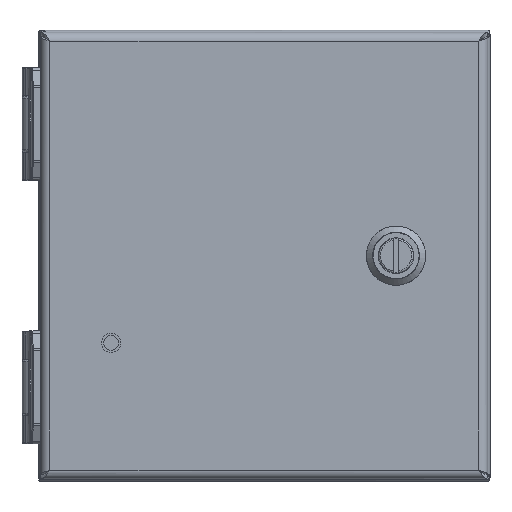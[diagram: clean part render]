
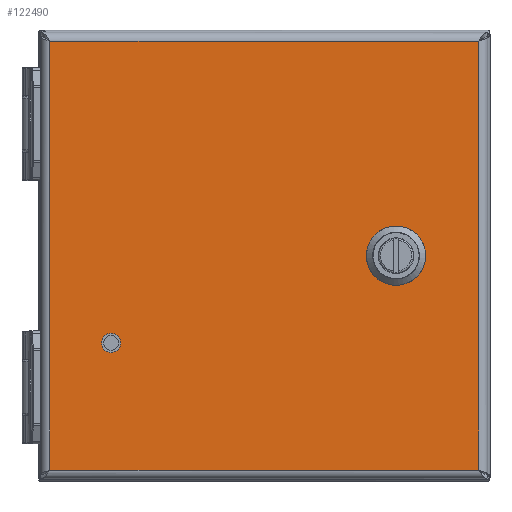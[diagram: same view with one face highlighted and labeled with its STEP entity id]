
A CAD part, top view. The second image highlights one B-rep face of the part: STEP entity #122490.
In plain terms, the highlighted planar face has unit normal (0, 0, 1).
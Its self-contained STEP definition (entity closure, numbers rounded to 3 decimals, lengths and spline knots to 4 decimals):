
#1615 = EDGE_LOOP ( 'NONE', ( #107745, #36864, #167676, #21447, #115269, #91419, #42098, #158382 ) ) ;
#2035 = VERTEX_POINT ( 'NONE', #16329 ) ;
#4777 = CARTESIAN_POINT ( 'NONE',  ( 1.8399, -0.3075, 4.1845 ) ) ;
#5435 = AXIS2_PLACEMENT_3D ( 'NONE', #175093, #48143, #49029 ) ;
#5446 = CARTESIAN_POINT ( 'NONE',  ( -0.0005, 2.85, 4.1845 ) ) ;
#6610 = VERTEX_POINT ( 'NONE', #173370 ) ;
#10118 = EDGE_CURVE ( 'NONE', #131475, #106841, #84918, .T. ) ;
#11390 = EDGE_CURVE ( 'NONE', #35969, #13687, #84979, .T. ) ;
#13687 = VERTEX_POINT ( 'NONE', #75567 ) ;
#13720 = LINE ( 'NONE', #127695, #17341 ) ;
#16329 = CARTESIAN_POINT ( 'NONE',  ( -2.8505, -2.85, 4.1845 ) ) ;
#16687 = CARTESIAN_POINT ( 'NONE',  ( -0.0005, 0., 4.1845 ) ) ;
#16742 = CARTESIAN_POINT ( 'NONE',  ( 1.8399, 0.3075, 4.1845 ) ) ;
#17341 = VECTOR ( 'NONE', #110142, 39.3701 ) ;
#18318 = CARTESIAN_POINT ( 'NONE',  ( 2.8495, -2.85, 4.1845 ) ) ;
#21447 = ORIENTED_EDGE ( 'NONE', *, *, #29625, .T. ) ;
#21787 = LINE ( 'NONE', #166284, #130521 ) ;
#27583 = EDGE_CURVE ( 'NONE', #178429, #35969, #140738, .T. ) ;
#29625 = EDGE_CURVE ( 'NONE', #32943, #95514, #132510, .T. ) ;
#29939 = DIRECTION ( 'NONE',  ( 0., 0., -1. ) ) ;
#30580 = PLANE ( 'NONE',  #158420 ) ;
#32623 = ORIENTED_EDGE ( 'NONE', *, *, #90231, .T. ) ;
#32943 = VERTEX_POINT ( 'NONE', #16742 ) ;
#33065 = VECTOR ( 'NONE', #175880, 39.3701 ) ;
#35969 = VERTEX_POINT ( 'NONE', #69802 ) ;
#36078 = DIRECTION ( 'NONE',  ( 0., 0., -1. ) ) ;
#36864 = ORIENTED_EDGE ( 'NONE', *, *, #10118, .T. ) ;
#37193 = ORIENTED_EDGE ( 'NONE', *, *, #170022, .T. ) ;
#42098 = ORIENTED_EDGE ( 'NONE', *, *, #27583, .T. ) ;
#45592 = EDGE_CURVE ( 'NONE', #171633, #178429, #79695, .T. ) ;
#48143 = DIRECTION ( 'NONE',  ( 0., 0., -1. ) ) ;
#49029 = DIRECTION ( 'NONE',  ( 1., 0., 0. ) ) ;
#50588 = VERTEX_POINT ( 'NONE', #156644 ) ;
#50969 = CARTESIAN_POINT ( 'NONE',  ( 2.059, -0.0884, 4.1845 ) ) ;
#52437 = DIRECTION ( 'NONE',  ( 0., 1., 0. ) ) ;
#52710 = CARTESIAN_POINT ( 'NONE',  ( 1.7515, 0., 4.1845 ) ) ;
#58642 = DIRECTION ( 'NONE',  ( 1., 0., 0. ) ) ;
#59389 = DIRECTION ( 'NONE',  ( 1., 0., 0. ) ) ;
#60257 = CARTESIAN_POINT ( 'NONE',  ( 1.8399, 0.3075, 4.1845 ) ) ;
#61097 = FACE_OUTER_BOUND ( 'NONE', #150665, .T. ) ;
#64379 = DIRECTION ( 'NONE',  ( 1., 0., 0. ) ) ;
#65787 = DIRECTION ( 'NONE',  ( -0.707, -0.707, 0. ) ) ;
#69054 = ORIENTED_EDGE ( 'NONE', *, *, #138686, .T. ) ;
#69802 = CARTESIAN_POINT ( 'NONE',  ( 1.663, -0.3075, 4.1845 ) ) ;
#69832 = VECTOR ( 'NONE', #145532, 39.3701 ) ;
#72969 = DIRECTION ( 'NONE',  ( 0., 0., -1. ) ) ;
#73196 = DIRECTION ( 'NONE',  ( 0., 0., 1. ) ) ;
#75567 = CARTESIAN_POINT ( 'NONE',  ( 1.4439, -0.0884, 4.1845 ) ) ;
#76037 = CARTESIAN_POINT ( 'NONE',  ( 1.7515, 0., 4.1845 ) ) ;
#78428 = AXIS2_PLACEMENT_3D ( 'NONE', #76037, #132540, #59389 ) ;
#79695 = LINE ( 'NONE', #50969, #144713 ) ;
#84016 = CARTESIAN_POINT ( 'NONE',  ( 1.4439, 0.0884, 4.1845 ) ) ;
#84918 = LINE ( 'NONE', #84016, #127585 ) ;
#84979 = LINE ( 'NONE', #171109, #136405 ) ;
#87573 = AXIS2_PLACEMENT_3D ( 'NONE', #52710, #36078, #137020 ) ;
#90231 = EDGE_CURVE ( 'NONE', #2035, #150141, #21787, .T. ) ;
#91419 = ORIENTED_EDGE ( 'NONE', *, *, #45592, .T. ) ;
#95514 = VERTEX_POINT ( 'NONE', #123646 ) ;
#96395 = EDGE_CURVE ( 'NONE', #13687, #131475, #174049, .T. ) ;
#97144 = EDGE_CURVE ( 'NONE', #106841, #32943, #147466, .T. ) ;
#97352 = CARTESIAN_POINT ( 'NONE',  ( 2.8495, 2.85, 4.1845 ) ) ;
#101023 = FACE_BOUND ( 'NONE', #1615, .T. ) ;
#101714 = CARTESIAN_POINT ( 'NONE',  ( 1.7515, 0., 4.1845 ) ) ;
#105303 = EDGE_CURVE ( 'NONE', #6610, #6610, #133138, .T. ) ;
#106841 = VERTEX_POINT ( 'NONE', #141689 ) ;
#107745 = ORIENTED_EDGE ( 'NONE', *, *, #96395, .T. ) ;
#109640 = VERTEX_POINT ( 'NONE', #97352 ) ;
#109897 = LINE ( 'NONE', #138582, #161770 ) ;
#110142 = DIRECTION ( 'NONE',  ( 0., -1., 0. ) ) ;
#112833 = EDGE_LOOP ( 'NONE', ( #162021 ) ) ;
#115269 = ORIENTED_EDGE ( 'NONE', *, *, #119220, .T. ) ;
#116995 = CARTESIAN_POINT ( 'NONE',  ( 2.059, -0.0884, 4.1845 ) ) ;
#117643 = DIRECTION ( 'NONE',  ( 1., 0., 0. ) ) ;
#118581 = FACE_BOUND ( 'NONE', #112833, .T. ) ;
#119220 = EDGE_CURVE ( 'NONE', #95514, #171633, #164098, .T. ) ;
#122490 = ADVANCED_FACE ( 'NONE', ( #101023, #118581, #61097 ), #30580, .T. ) ;
#123379 = CARTESIAN_POINT ( 'NONE',  ( 1.4439, 0.0884, 4.1845 ) ) ;
#123646 = CARTESIAN_POINT ( 'NONE',  ( 2.059, 0.0884, 4.1845 ) ) ;
#127585 = VECTOR ( 'NONE', #170118, 39.3701 ) ;
#127695 = CARTESIAN_POINT ( 'NONE',  ( -2.8505, 0., 4.1845 ) ) ;
#128103 = ORIENTED_EDGE ( 'NONE', *, *, #145658, .T. ) ;
#130315 = DIRECTION ( 'NONE',  ( -0.707, 0.707, 0. ) ) ;
#130521 = VECTOR ( 'NONE', #64379, 39.3701 ) ;
#131475 = VERTEX_POINT ( 'NONE', #123379 ) ;
#132340 = LINE ( 'NONE', #5446, #33065 ) ;
#132510 = LINE ( 'NONE', #60257, #69832 ) ;
#132540 = DIRECTION ( 'NONE',  ( 0., 0., -1. ) ) ;
#133138 = CIRCLE ( 'NONE', #180520, 0.0981 ) ;
#136405 = VECTOR ( 'NONE', #130315, 39.3701 ) ;
#137020 = DIRECTION ( 'NONE',  ( 1., 0., 0. ) ) ;
#138582 = CARTESIAN_POINT ( 'NONE',  ( 2.8495, 0., 4.1845 ) ) ;
#138686 = EDGE_CURVE ( 'NONE', #150141, #109640, #109897, .T. ) ;
#140738 = CIRCLE ( 'NONE', #87573, 0.32 ) ;
#141689 = CARTESIAN_POINT ( 'NONE',  ( 1.663, 0.3075, 4.1845 ) ) ;
#144713 = VECTOR ( 'NONE', #65787, 39.3701 ) ;
#145532 = DIRECTION ( 'NONE',  ( 0.707, -0.707, 0. ) ) ;
#145658 = EDGE_CURVE ( 'NONE', #50588, #2035, #13720, .T. ) ;
#147466 = CIRCLE ( 'NONE', #5435, 0.32 ) ;
#150141 = VERTEX_POINT ( 'NONE', #18318 ) ;
#150665 = EDGE_LOOP ( 'NONE', ( #128103, #32623, #69054, #37193 ) ) ;
#155466 = DIRECTION ( 'NONE',  ( 1., 0., 0. ) ) ;
#156644 = CARTESIAN_POINT ( 'NONE',  ( -2.8505, 2.85, 4.1845 ) ) ;
#156884 = CARTESIAN_POINT ( 'NONE',  ( -2.0355, -1.16, 4.1845 ) ) ;
#158382 = ORIENTED_EDGE ( 'NONE', *, *, #11390, .T. ) ;
#158420 = AXIS2_PLACEMENT_3D ( 'NONE', #16687, #73196, #117643 ) ;
#161770 = VECTOR ( 'NONE', #52437, 39.3701 ) ;
#162021 = ORIENTED_EDGE ( 'NONE', *, *, #105303, .T. ) ;
#162261 = AXIS2_PLACEMENT_3D ( 'NONE', #101714, #72969, #155466 ) ;
#164098 = CIRCLE ( 'NONE', #78428, 0.32 ) ;
#166284 = CARTESIAN_POINT ( 'NONE',  ( -0.0005, -2.85, 4.1845 ) ) ;
#167676 = ORIENTED_EDGE ( 'NONE', *, *, #97144, .T. ) ;
#170022 = EDGE_CURVE ( 'NONE', #109640, #50588, #132340, .T. ) ;
#170118 = DIRECTION ( 'NONE',  ( 0.707, 0.707, 0. ) ) ;
#171109 = CARTESIAN_POINT ( 'NONE',  ( 1.663, -0.3075, 4.1845 ) ) ;
#171633 = VERTEX_POINT ( 'NONE', #116995 ) ;
#173370 = CARTESIAN_POINT ( 'NONE',  ( -1.9375, -1.16, 4.1845 ) ) ;
#174049 = CIRCLE ( 'NONE', #162261, 0.32 ) ;
#175093 = CARTESIAN_POINT ( 'NONE',  ( 1.7515, 0., 4.1845 ) ) ;
#175880 = DIRECTION ( 'NONE',  ( -1., 0., 0. ) ) ;
#178429 = VERTEX_POINT ( 'NONE', #4777 ) ;
#180520 = AXIS2_PLACEMENT_3D ( 'NONE', #156884, #29939, #58642 ) ;
